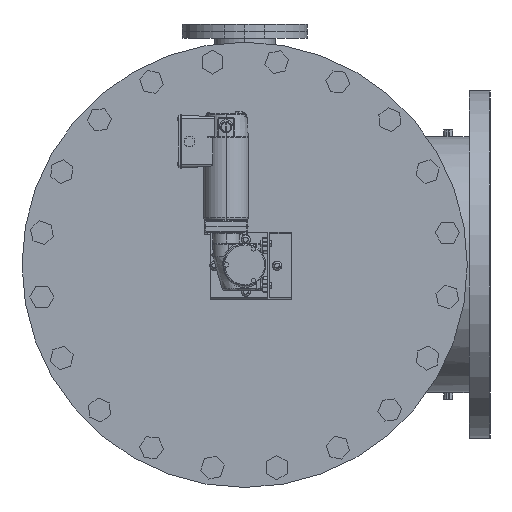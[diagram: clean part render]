
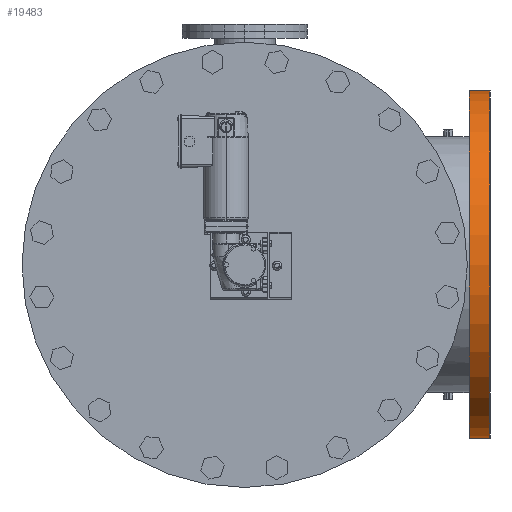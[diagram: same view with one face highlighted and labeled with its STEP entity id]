
A CAD part, left-side view. The second image highlights one B-rep face of the part: STEP entity #19483.
In plain terms, the highlighted cylindrical face has radius 317.5 mm (diameter 635 mm), a partial arc.
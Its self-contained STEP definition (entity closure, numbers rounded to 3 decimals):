
#586 = VERTEX_POINT ( 'NONE', #25631 ) ;
#3962 = DIRECTION ( 'NONE',  ( 0., -1., 0. ) ) ;
#4026 = CARTESIAN_POINT ( 'NONE',  ( 544.514, -447.802, 0. ) ) ;
#4087 = CARTESIAN_POINT ( 'NONE',  ( 544.514, -447.802, -317.5 ) ) ;
#4336 = CIRCLE ( 'NONE', #39147, 317.5 ) ;
#5248 = LINE ( 'NONE', #22923, #49555 ) ;
#5618 = VERTEX_POINT ( 'NONE', #4087 ) ;
#9677 = VERTEX_POINT ( 'NONE', #22608 ) ;
#10977 = ORIENTED_EDGE ( 'NONE', *, *, #37663, .F. ) ;
#13075 = EDGE_LOOP ( 'NONE', ( #23298, #23110, #39608, #10977 ) ) ;
#15990 = VERTEX_POINT ( 'NONE', #29521 ) ;
#19483 = ADVANCED_FACE ( 'NONE', ( #24906 ), #31544, .T. ) ;
#20260 = AXIS2_PLACEMENT_3D ( 'NONE', #44663, #31501, #27563 ) ;
#21098 = EDGE_CURVE ( 'NONE', #15990, #586, #5248, .T. ) ;
#21957 = VECTOR ( 'NONE', #3962, 1000. ) ;
#22582 = DIRECTION ( 'NONE',  ( 0., 0., -1. ) ) ;
#22608 = CARTESIAN_POINT ( 'NONE',  ( 544.514, -409.702, -317.5 ) ) ;
#22611 = EDGE_CURVE ( 'NONE', #15990, #9677, #4336, .T. ) ;
#22923 = CARTESIAN_POINT ( 'NONE',  ( 544.514, -447.802, 317.5 ) ) ;
#23110 = ORIENTED_EDGE ( 'NONE', *, *, #22611, .T. ) ;
#23298 = ORIENTED_EDGE ( 'NONE', *, *, #21098, .F. ) ;
#24710 = DIRECTION ( 'NONE',  ( 0., 0., -1. ) ) ;
#24906 = FACE_OUTER_BOUND ( 'NONE', #13075, .T. ) ;
#25631 = CARTESIAN_POINT ( 'NONE',  ( 544.514, -447.802, 317.5 ) ) ;
#27563 = DIRECTION ( 'NONE',  ( 0., 0., -1. ) ) ;
#28453 = EDGE_CURVE ( 'NONE', #9677, #5618, #53478, .T. ) ;
#29521 = CARTESIAN_POINT ( 'NONE',  ( 544.514, -409.702, 317.5 ) ) ;
#29628 = CARTESIAN_POINT ( 'NONE',  ( 544.514, -447.802, -317.5 ) ) ;
#30621 = DIRECTION ( 'NONE',  ( 0., -1., 0. ) ) ;
#31501 = DIRECTION ( 'NONE',  ( 0., -1., 0. ) ) ;
#31544 = CYLINDRICAL_SURFACE ( 'NONE', #48011, 317.5 ) ;
#33156 = DIRECTION ( 'NONE',  ( 0., -1., 0. ) ) ;
#37663 = EDGE_CURVE ( 'NONE', #586, #5618, #52528, .T. ) ;
#39147 = AXIS2_PLACEMENT_3D ( 'NONE', #50975, #33156, #24710 ) ;
#39608 = ORIENTED_EDGE ( 'NONE', *, *, #28453, .T. ) ;
#44663 = CARTESIAN_POINT ( 'NONE',  ( 544.514, -447.802, 0. ) ) ;
#48011 = AXIS2_PLACEMENT_3D ( 'NONE', #4026, #30621, #22582 ) ;
#49555 = VECTOR ( 'NONE', #53655, 1000. ) ;
#50975 = CARTESIAN_POINT ( 'NONE',  ( 544.514, -409.702, 0. ) ) ;
#52528 = CIRCLE ( 'NONE', #20260, 317.5 ) ;
#53478 = LINE ( 'NONE', #29628, #21957 ) ;
#53655 = DIRECTION ( 'NONE',  ( 0., -1., 0. ) ) ;
